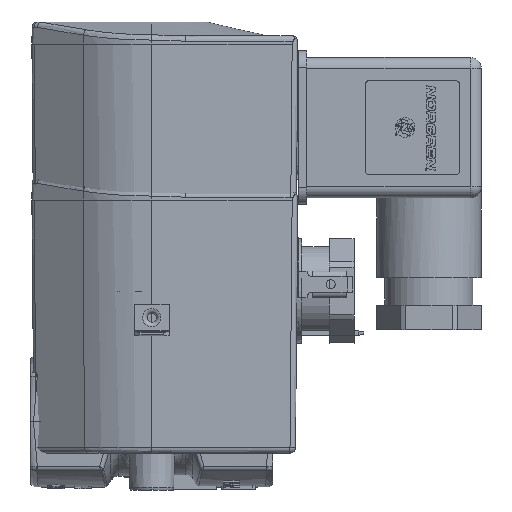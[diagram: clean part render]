
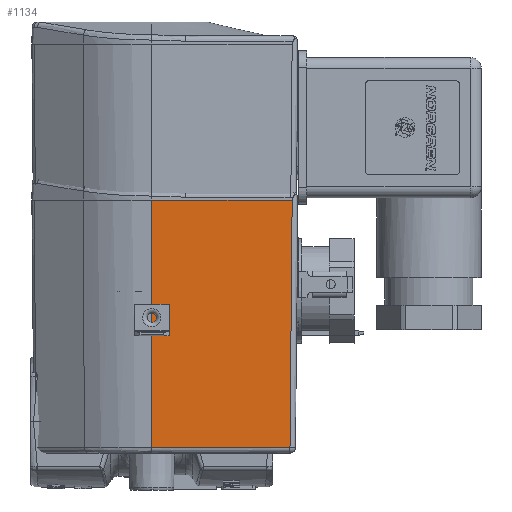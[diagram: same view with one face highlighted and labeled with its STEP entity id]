
A CAD part, left-side view. The second image highlights one B-rep face of the part: STEP entity #1134.
In plain terms, the highlighted free-form (B-spline) face has degree [1, 3] with [2, 4] control points.
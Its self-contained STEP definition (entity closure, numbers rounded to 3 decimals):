
#1134 = ADVANCED_FACE( '', ( #3127 ), #3128, .T. );
#3127 = FACE_OUTER_BOUND( '', #6617, .T. );
#3128 = B_SPLINE_SURFACE_WITH_KNOTS( '', 1, 3, ( ( #6618, #6619, #6620, #6621 ), ( #6622, #6623, #6624, #6625 ) ), .UNSPECIFIED., .F., .F., .F., ( 2, 2 ), ( 4, 4 ), ( 0., 1. ), ( 0., 0.057 ), .UNSPECIFIED. );
#6617 = EDGE_LOOP( '', ( #14762, #14763, #14764, #14765 ) );
#6618 = CARTESIAN_POINT( '', ( -21., 26.87, 40.2 ) );
#6619 = CARTESIAN_POINT( '', ( -21., 7.961, 40.2 ) );
#6620 = CARTESIAN_POINT( '', ( -21., -10.947, 40.2 ) );
#6621 = CARTESIAN_POINT( '', ( -21., -29.855, 40.2 ) );
#6622 = CARTESIAN_POINT( '', ( -20.518, 26.87, -15. ) );
#6623 = CARTESIAN_POINT( '', ( -20.518, 7.961, -15. ) );
#6624 = CARTESIAN_POINT( '', ( -20.518, -10.947, -15. ) );
#6625 = CARTESIAN_POINT( '', ( -20.518, -29.855, -15. ) );
#14762 = ORIENTED_EDGE( '', *, *, #24411, .T. );
#14763 = ORIENTED_EDGE( '', *, *, #24412, .T. );
#14764 = ORIENTED_EDGE( '', *, *, #24413, .T. );
#14765 = ORIENTED_EDGE( '', *, *, #24414, .T. );
#24411 = EDGE_CURVE( '', #27908, #27909, #27910, .F. );
#24412 = EDGE_CURVE( '', #27909, #27911, #27912, .T. );
#24413 = EDGE_CURVE( '', #27911, #27913, #27914, .T. );
#24414 = EDGE_CURVE( '', #27913, #27908, #27915, .F. );
#27908 = VERTEX_POINT( '', #33541 );
#27909 = VERTEX_POINT( '', #33542 );
#27910 = LINE( '', #33543, #33544 );
#27911 = VERTEX_POINT( '', #33545 );
#27912 = B_SPLINE_CURVE_WITH_KNOTS( '', 3, ( #33546, #33547, #33548, #33549 ), .UNSPECIFIED., .F., .F., ( 4, 4 ), ( 0., 0.025 ), .UNSPECIFIED. );
#27913 = VERTEX_POINT( '', #33550 );
#27914 = B_SPLINE_CURVE_WITH_KNOTS( '', 3, ( #33551, #33552, #33553, #33554, #33555, #33556, #33557, #33558, #33559, #33560, #33561, #33562, #33563 ), .UNSPECIFIED., .F., .F., ( 4, 3, 3, 3, 4 ), ( 0.001, 0.002, 0.01, 0.026, 0.046 ), .UNSPECIFIED. );
#27915 = B_SPLINE_CURVE_WITH_KNOTS( '', 3, ( #33564, #33565, #33566, #33567 ), .UNSPECIFIED., .F., .F., ( 4, 4 ), ( 0.018, 0.044 ), .UNSPECIFIED. );
#33541 = CARTESIAN_POINT( '', ( -21., 0., 40.2 ) );
#33542 = CARTESIAN_POINT( '', ( -20.607, 0., -4.809 ) );
#33543 = CARTESIAN_POINT( '', ( -21., 0., 40.2 ) );
#33544 = VECTOR( '', #46916, 1000. );
#33545 = CARTESIAN_POINT( '', ( -20.607, -25.107, -4.809 ) );
#33546 = CARTESIAN_POINT( '', ( -20.607, 0., -4.809 ) );
#33547 = CARTESIAN_POINT( '', ( -20.607, -8.369, -4.809 ) );
#33548 = CARTESIAN_POINT( '', ( -20.607, -16.738, -4.809 ) );
#33549 = CARTESIAN_POINT( '', ( -20.607, -25.107, -4.809 ) );
#33550 = CARTESIAN_POINT( '', ( -21., -25.5, 40.2 ) );
#33551 = CARTESIAN_POINT( '', ( -20.607, -25.107, -4.809 ) );
#33552 = CARTESIAN_POINT( '', ( -20.61, -25.11, -4.473 ) );
#33553 = CARTESIAN_POINT( '', ( -20.613, -25.113, -4.136 ) );
#33554 = CARTESIAN_POINT( '', ( -20.616, -25.116, -3.8 ) );
#33555 = CARTESIAN_POINT( '', ( -20.639, -25.139, -1.134 ) );
#33556 = CARTESIAN_POINT( '', ( -20.663, -25.163, 1.533 ) );
#33557 = CARTESIAN_POINT( '', ( -20.686, -25.186, 4.199 ) );
#33558 = CARTESIAN_POINT( '', ( -20.732, -25.232, 9.532 ) );
#33559 = CARTESIAN_POINT( '', ( -20.779, -25.279, 14.865 ) );
#33560 = CARTESIAN_POINT( '', ( -20.825, -25.325, 20.198 ) );
#33561 = CARTESIAN_POINT( '', ( -20.884, -25.384, 26.865 ) );
#33562 = CARTESIAN_POINT( '', ( -20.942, -25.442, 33.533 ) );
#33563 = CARTESIAN_POINT( '', ( -21., -25.5, 40.2 ) );
#33564 = CARTESIAN_POINT( '', ( -21., 0., 40.2 ) );
#33565 = CARTESIAN_POINT( '', ( -21., -8.5, 40.2 ) );
#33566 = CARTESIAN_POINT( '', ( -21., -17., 40.2 ) );
#33567 = CARTESIAN_POINT( '', ( -21., -25.5, 40.2 ) );
#46916 = DIRECTION( '', ( -0.009, 0., 1. ) );
